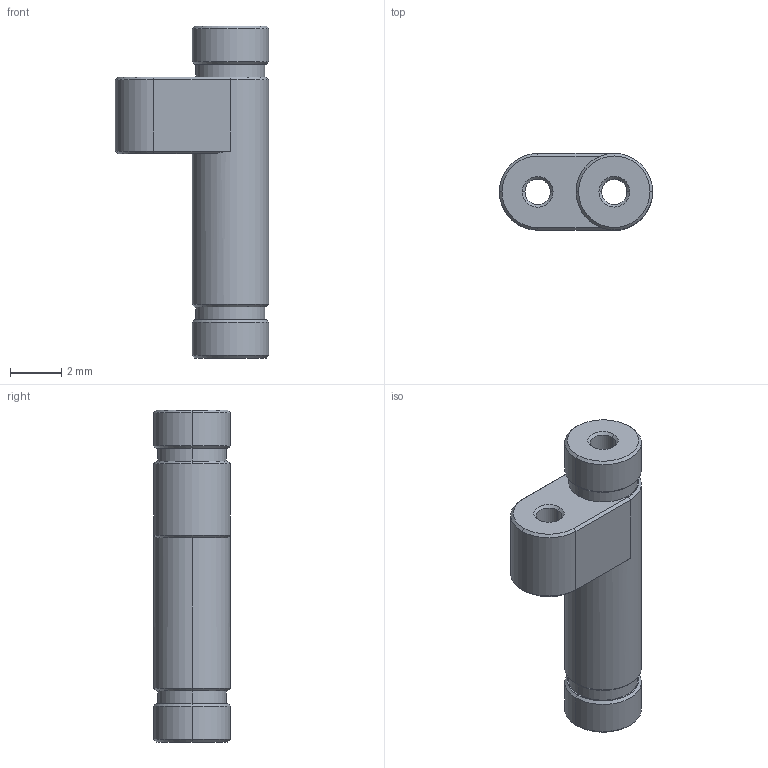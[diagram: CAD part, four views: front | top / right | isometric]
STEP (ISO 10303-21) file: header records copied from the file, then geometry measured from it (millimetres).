
FILE_DESCRIPTION (( 'STEP AP214' ), '1' );
FILE_NAME ('眐 0000 0030-0.STEP', '2021-03-01T16:59:00', ( '' ), ( '' ), 'SwSTEP 2.0', 'SolidWorks 2018', '' );
FILE_SCHEMA (( 'AUTOMOTIVE_DESIGN' ));
Length unit declared in the file: millimetre
Products named in the file (1): 眐 0000 0030-0
Bounding box: 6 x 3 x 13 mm (x, y, z)
Volume: 104.6 mm3; surface area: 219.2 mm2
Topology: 1 solids, 1 shells, 50 faces, 108 edges, 64 vertices
Faces by surface type: cone 22, cylinder 15, plane 13
Entity records: 1397 total; most frequent: DIRECTION 263, CARTESIAN_POINT 229, ORIENTED_EDGE 216, EDGE_CURVE 108, AXIS2_PLACEMENT_3D 106, VERTEX_POINT 64, EDGE_LOOP 58, CIRCLE 55
